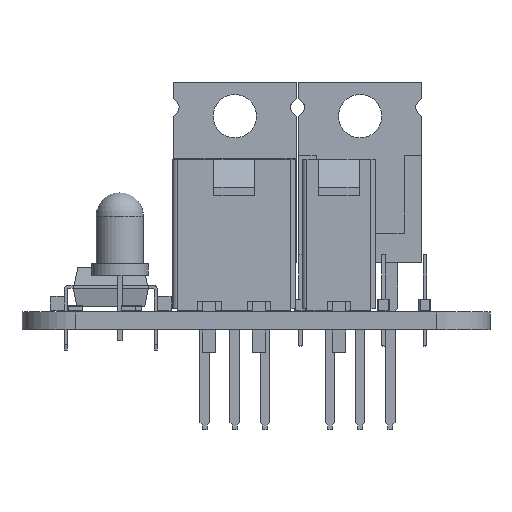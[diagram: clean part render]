
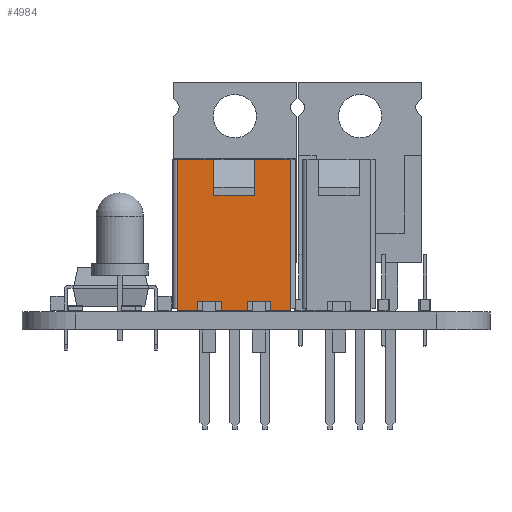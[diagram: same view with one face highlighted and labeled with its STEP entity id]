
A CAD part, left-side view. The second image highlights one B-rep face of the part: STEP entity #4984.
In plain terms, the highlighted face is planar.
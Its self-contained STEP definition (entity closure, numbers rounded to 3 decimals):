
#4215 = VERTEX_POINT('',#4216);
#4216 = CARTESIAN_POINT('',(-4.8,0.,-4.8));
#4222 = EDGE_CURVE('',#4215,#4223,#4225,.T.);
#4223 = VERTEX_POINT('',#4224);
#4224 = CARTESIAN_POINT('',(-4.8,12.8,-4.8));
#4225 = LINE('',#4226,#4227);
#4226 = CARTESIAN_POINT('',(-4.8,0.,-4.8));
#4227 = VECTOR('',#4228,1.);
#4228 = DIRECTION('',(0.,1.,0.));
#4808 = EDGE_CURVE('',#4809,#4811,#4813,.T.);
#4809 = VERTEX_POINT('',#4810);
#4810 = CARTESIAN_POINT('',(1.1,0.8,-4.8));
#4811 = VERTEX_POINT('',#4812);
#4812 = CARTESIAN_POINT('',(3.1,0.8,-4.8));
#4813 = LINE('',#4814,#4815);
#4814 = CARTESIAN_POINT('',(1.1,0.8,-4.8));
#4815 = VECTOR('',#4816,1.);
#4816 = DIRECTION('',(1.,0.,0.));
#4984 = ADVANCED_FACE('',(#4985),#5097,.T.);
#4985 = FACE_BOUND('',#4986,.F.);
#4986 = EDGE_LOOP('',(#4987,#4997,#5005,#5013,#5019,#5020,#5028,#5036,
    #5044,#5052,#5060,#5068,#5076,#5082,#5083,#5091));
#4987 = ORIENTED_EDGE('',*,*,#4988,.T.);
#4988 = EDGE_CURVE('',#4989,#4991,#4993,.T.);
#4989 = VERTEX_POINT('',#4990);
#4990 = CARTESIAN_POINT('',(-3.1,0.8,-4.8));
#4991 = VERTEX_POINT('',#4992);
#4992 = CARTESIAN_POINT('',(-1.1,0.8,-4.8));
#4993 = LINE('',#4994,#4995);
#4994 = CARTESIAN_POINT('',(-3.1,0.8,-4.8));
#4995 = VECTOR('',#4996,1.);
#4996 = DIRECTION('',(1.,0.,0.));
#4997 = ORIENTED_EDGE('',*,*,#4998,.F.);
#4998 = EDGE_CURVE('',#4999,#4991,#5001,.T.);
#4999 = VERTEX_POINT('',#5000);
#5000 = CARTESIAN_POINT('',(-1.1,0.,-4.8));
#5001 = LINE('',#5002,#5003);
#5002 = CARTESIAN_POINT('',(-1.1,0.,-4.8));
#5003 = VECTOR('',#5004,1.);
#5004 = DIRECTION('',(0.,1.,0.));
#5005 = ORIENTED_EDGE('',*,*,#5006,.T.);
#5006 = EDGE_CURVE('',#4999,#5007,#5009,.T.);
#5007 = VERTEX_POINT('',#5008);
#5008 = CARTESIAN_POINT('',(1.1,0.,-4.8));
#5009 = LINE('',#5010,#5011);
#5010 = CARTESIAN_POINT('',(-1.1,0.,-4.8));
#5011 = VECTOR('',#5012,1.);
#5012 = DIRECTION('',(1.,0.,0.));
#5013 = ORIENTED_EDGE('',*,*,#5014,.T.);
#5014 = EDGE_CURVE('',#5007,#4809,#5015,.T.);
#5015 = LINE('',#5016,#5017);
#5016 = CARTESIAN_POINT('',(1.1,0.,-4.8));
#5017 = VECTOR('',#5018,1.);
#5018 = DIRECTION('',(0.,1.,0.));
#5019 = ORIENTED_EDGE('',*,*,#4808,.T.);
#5020 = ORIENTED_EDGE('',*,*,#5021,.F.);
#5021 = EDGE_CURVE('',#5022,#4811,#5024,.T.);
#5022 = VERTEX_POINT('',#5023);
#5023 = CARTESIAN_POINT('',(3.1,0.,-4.8));
#5024 = LINE('',#5025,#5026);
#5025 = CARTESIAN_POINT('',(3.1,0.,-4.8));
#5026 = VECTOR('',#5027,1.);
#5027 = DIRECTION('',(0.,1.,0.));
#5028 = ORIENTED_EDGE('',*,*,#5029,.T.);
#5029 = EDGE_CURVE('',#5022,#5030,#5032,.T.);
#5030 = VERTEX_POINT('',#5031);
#5031 = CARTESIAN_POINT('',(4.8,0.,-4.8));
#5032 = LINE('',#5033,#5034);
#5033 = CARTESIAN_POINT('',(3.1,0.,-4.8));
#5034 = VECTOR('',#5035,1.);
#5035 = DIRECTION('',(1.,0.,0.));
#5036 = ORIENTED_EDGE('',*,*,#5037,.T.);
#5037 = EDGE_CURVE('',#5030,#5038,#5040,.T.);
#5038 = VERTEX_POINT('',#5039);
#5039 = CARTESIAN_POINT('',(4.8,12.8,-4.8));
#5040 = LINE('',#5041,#5042);
#5041 = CARTESIAN_POINT('',(4.8,0.,-4.8));
#5042 = VECTOR('',#5043,1.);
#5043 = DIRECTION('',(0.,1.,0.));
#5044 = ORIENTED_EDGE('',*,*,#5045,.F.);
#5045 = EDGE_CURVE('',#5046,#5038,#5048,.T.);
#5046 = VERTEX_POINT('',#5047);
#5047 = CARTESIAN_POINT('',(1.7,12.8,-4.8));
#5048 = LINE('',#5049,#5050);
#5049 = CARTESIAN_POINT('',(1.7,12.8,-4.8));
#5050 = VECTOR('',#5051,1.);
#5051 = DIRECTION('',(1.,0.,0.));
#5052 = ORIENTED_EDGE('',*,*,#5053,.T.);
#5053 = EDGE_CURVE('',#5046,#5054,#5056,.T.);
#5054 = VERTEX_POINT('',#5055);
#5055 = CARTESIAN_POINT('',(1.7,9.75,-4.8));
#5056 = LINE('',#5057,#5058);
#5057 = CARTESIAN_POINT('',(1.7,12.8,-4.8));
#5058 = VECTOR('',#5059,1.);
#5059 = DIRECTION('',(0.,-1.,0.));
#5060 = ORIENTED_EDGE('',*,*,#5061,.F.);
#5061 = EDGE_CURVE('',#5062,#5054,#5064,.T.);
#5062 = VERTEX_POINT('',#5063);
#5063 = CARTESIAN_POINT('',(-1.7,9.75,-4.8));
#5064 = LINE('',#5065,#5066);
#5065 = CARTESIAN_POINT('',(-1.7,9.75,-4.8));
#5066 = VECTOR('',#5067,1.);
#5067 = DIRECTION('',(1.,0.,0.));
#5068 = ORIENTED_EDGE('',*,*,#5069,.F.);
#5069 = EDGE_CURVE('',#5070,#5062,#5072,.T.);
#5070 = VERTEX_POINT('',#5071);
#5071 = CARTESIAN_POINT('',(-1.7,12.8,-4.8));
#5072 = LINE('',#5073,#5074);
#5073 = CARTESIAN_POINT('',(-1.7,12.8,-4.8));
#5074 = VECTOR('',#5075,1.);
#5075 = DIRECTION('',(0.,-1.,0.));
#5076 = ORIENTED_EDGE('',*,*,#5077,.F.);
#5077 = EDGE_CURVE('',#4223,#5070,#5078,.T.);
#5078 = LINE('',#5079,#5080);
#5079 = CARTESIAN_POINT('',(-4.8,12.8,-4.8));
#5080 = VECTOR('',#5081,1.);
#5081 = DIRECTION('',(1.,0.,0.));
#5082 = ORIENTED_EDGE('',*,*,#4222,.F.);
#5083 = ORIENTED_EDGE('',*,*,#5084,.T.);
#5084 = EDGE_CURVE('',#4215,#5085,#5087,.T.);
#5085 = VERTEX_POINT('',#5086);
#5086 = CARTESIAN_POINT('',(-3.1,0.,-4.8));
#5087 = LINE('',#5088,#5089);
#5088 = CARTESIAN_POINT('',(-4.8,0.,-4.8));
#5089 = VECTOR('',#5090,1.);
#5090 = DIRECTION('',(1.,0.,0.));
#5091 = ORIENTED_EDGE('',*,*,#5092,.T.);
#5092 = EDGE_CURVE('',#5085,#4989,#5093,.T.);
#5093 = LINE('',#5094,#5095);
#5094 = CARTESIAN_POINT('',(-3.1,0.,-4.8));
#5095 = VECTOR('',#5096,1.);
#5096 = DIRECTION('',(0.,1.,0.));
#5097 = PLANE('',#5098);
#5098 = AXIS2_PLACEMENT_3D('',#5099,#5100,#5101);
#5099 = CARTESIAN_POINT('',(-4.8,0.,-4.8));
#5100 = DIRECTION('',(0.,0.,-1.));
#5101 = DIRECTION('',(0.,1.,0.));
